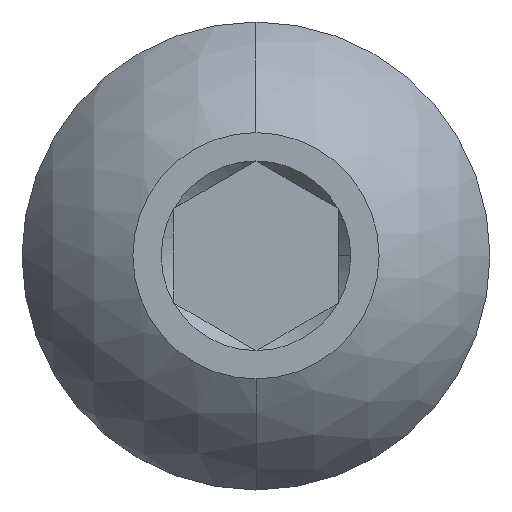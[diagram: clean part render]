
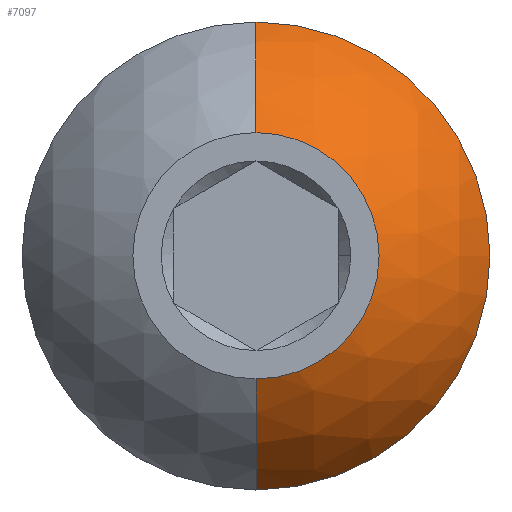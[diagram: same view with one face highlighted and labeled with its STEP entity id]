
A CAD part, top view. The second image highlights one B-rep face of the part: STEP entity #7097.
In plain terms, the highlighted spherical face has radius 3.172 mm.
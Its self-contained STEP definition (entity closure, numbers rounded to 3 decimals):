
#523 = EDGE_CURVE ( 'NONE', #8870, #11519, #2111, .T. ) ;
#524 = EDGE_CURVE ( 'NONE', #11519, #11523, #2112, .T. ) ;
#525 = EDGE_CURVE ( 'NONE', #8489, #11523, #2113, .T. ) ;
#526 = EDGE_CURVE ( 'NONE', #8870, #8452, #2109, .T. ) ;
#528 = EDGE_CURVE ( 'NONE', #8452, #8489, #2116, .T. ) ;
#1774 = EDGE_LOOP ( 'NONE', ( #8549, #8457, #8551, #8528, #8502 ) ) ;
#2109 = CIRCLE ( 'NONE', #7153, 2.85 ) ;
#2111 = CIRCLE ( 'NONE', #7150, 3.172 ) ;
#2112 = CIRCLE ( 'NONE', #7151, 1.5 ) ;
#2113 = CIRCLE ( 'NONE', #7152, 3.172 ) ;
#2116 = CIRCLE ( 'NONE', #7154, 2.85 ) ;
#2134 = FACE_OUTER_BOUND ( 'NONE', #1774, .T. ) ;
#2136 = SPHERICAL_SURFACE ( 'NONE', #7167, 3.172 ) ;
#7007 = CARTESIAN_POINT ( 'NONE',  ( 0., 0., -2.795 ) ) ;
#7008 = DIRECTION ( 'NONE',  ( -1., 0., 0. ) ) ;
#7009 = DIRECTION ( 'NONE',  ( 0., -1., 0. ) ) ;
#7010 = CARTESIAN_POINT ( 'NONE',  ( 0., 0., 0. ) ) ;
#7011 = DIRECTION ( 'NONE',  ( 0., 0., 1. ) ) ;
#7012 = DIRECTION ( 'NONE',  ( 1., 0., 0. ) ) ;
#7014 = CARTESIAN_POINT ( 'NONE',  ( 0., 0., -2.795 ) ) ;
#7015 = DIRECTION ( 'NONE',  ( 1., 0., 0. ) ) ;
#7016 = DIRECTION ( 'NONE',  ( 0., 1., 0. ) ) ;
#7018 = CARTESIAN_POINT ( 'NONE',  ( 0., 0., -1.403 ) ) ;
#7019 = DIRECTION ( 'NONE',  ( 0., 0., 1. ) ) ;
#7020 = DIRECTION ( 'NONE',  ( 1., 0., 0. ) ) ;
#7023 = CARTESIAN_POINT ( 'NONE',  ( 0., 0., -1.403 ) ) ;
#7024 = DIRECTION ( 'NONE',  ( 0., 0., 1. ) ) ;
#7025 = DIRECTION ( 'NONE',  ( 1., 0., 0. ) ) ;
#7097 = ADVANCED_FACE ( 'NONE', ( #2134 ), #2136, .T. ) ;
#7150 = AXIS2_PLACEMENT_3D ( 'NONE', #7007, #7008, #7009 ) ;
#7151 = AXIS2_PLACEMENT_3D ( 'NONE', #7010, #7011, #7012 ) ;
#7152 = AXIS2_PLACEMENT_3D ( 'NONE', #7014, #7015, #7016 ) ;
#7153 = AXIS2_PLACEMENT_3D ( 'NONE', #7018, #7019, #7020 ) ;
#7154 = AXIS2_PLACEMENT_3D ( 'NONE', #7023, #7024, #7025 ) ;
#7167 = AXIS2_PLACEMENT_3D ( 'NONE', #9666, #9664, #9669 ) ;
#7578 = CARTESIAN_POINT ( 'NONE',  ( 2.85, 0., -1.403 ) ) ;
#7613 = CARTESIAN_POINT ( 'NONE',  ( 0., 2.85, -1.403 ) ) ;
#7649 = CARTESIAN_POINT ( 'NONE',  ( 0., 1.5, 0. ) ) ;
#7654 = CARTESIAN_POINT ( 'NONE',  ( 0., -2.85, -1.403 ) ) ;
#7711 = CARTESIAN_POINT ( 'NONE',  ( 0., -1.5, 0. ) ) ;
#8452 = VERTEX_POINT ( 'NONE', #7578 ) ;
#8457 = ORIENTED_EDGE ( 'NONE', *, *, #528, .T. ) ;
#8489 = VERTEX_POINT ( 'NONE', #7613 ) ;
#8502 = ORIENTED_EDGE ( 'NONE', *, *, #523, .F. ) ;
#8528 = ORIENTED_EDGE ( 'NONE', *, *, #524, .F. ) ;
#8549 = ORIENTED_EDGE ( 'NONE', *, *, #526, .T. ) ;
#8551 = ORIENTED_EDGE ( 'NONE', *, *, #525, .T. ) ;
#8870 = VERTEX_POINT ( 'NONE', #7654 ) ;
#9664 = DIRECTION ( 'NONE',  ( 1., 0., 0. ) ) ;
#9666 = CARTESIAN_POINT ( 'NONE',  ( 0., 0., -2.795 ) ) ;
#9669 = DIRECTION ( 'NONE',  ( 0., -1., 0. ) ) ;
#11519 = VERTEX_POINT ( 'NONE', #7711 ) ;
#11523 = VERTEX_POINT ( 'NONE', #7649 ) ;
